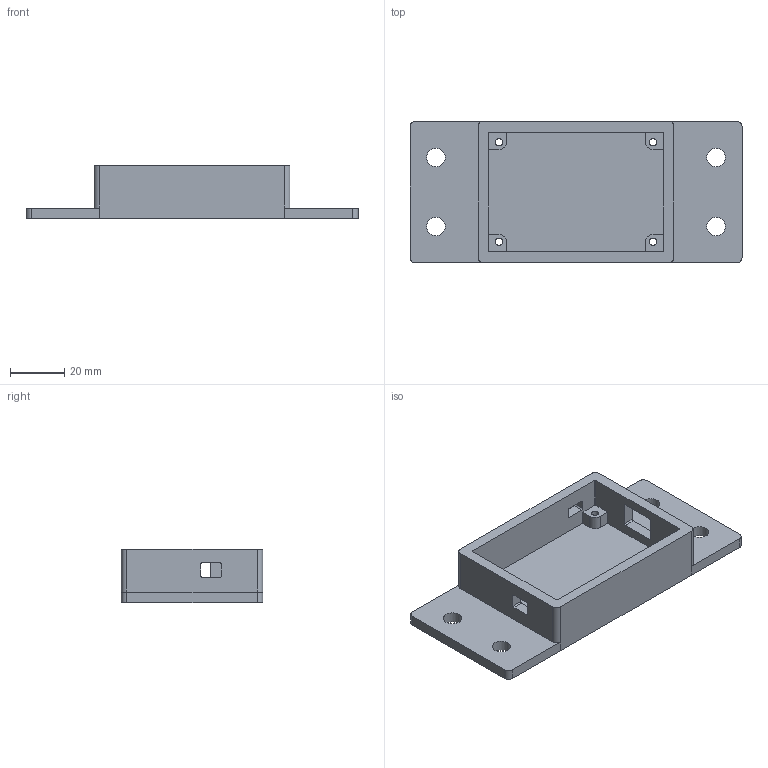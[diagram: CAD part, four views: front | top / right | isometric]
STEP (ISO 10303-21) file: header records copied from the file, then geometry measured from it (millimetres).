
FILE_DESCRIPTION(('FreeCAD Model'),'2;1');
FILE_NAME('Open CASCADE Shape Model','2023-08-29T15:04:24',('Author'),( ''),'Open CASCADE STEP processor 7.6','FreeCAD','Unknown');
FILE_SCHEMA(('AUTOMOTIVE_DESIGN { 1 0 10303 214 1 1 1 1 }'));
Length unit declared in the file: millimetre
Products named in the file (1): MountFlangePad
Bounding box: 122 x 52 x 19.8 mm (x, y, z)
Volume: 37962.5 mm3; surface area: 21735.6 mm2
Topology: 1 solids, 1 shells, 115 faces, 312 edges, 204 vertices
Faces by surface type: plane 75, cylinder 40
Full cylindrical faces by diameter (mm): 2.7 x8, 6.782 x4
Entity records: 3676 total; most frequent: CARTESIAN_POINT 632, DIRECTION 624, ORIENTED_EDGE 624, EDGE_CURVE 312, LINE 232, VECTOR 232, VERTEX_POINT 204, AXIS2_PLACEMENT_3D 196
